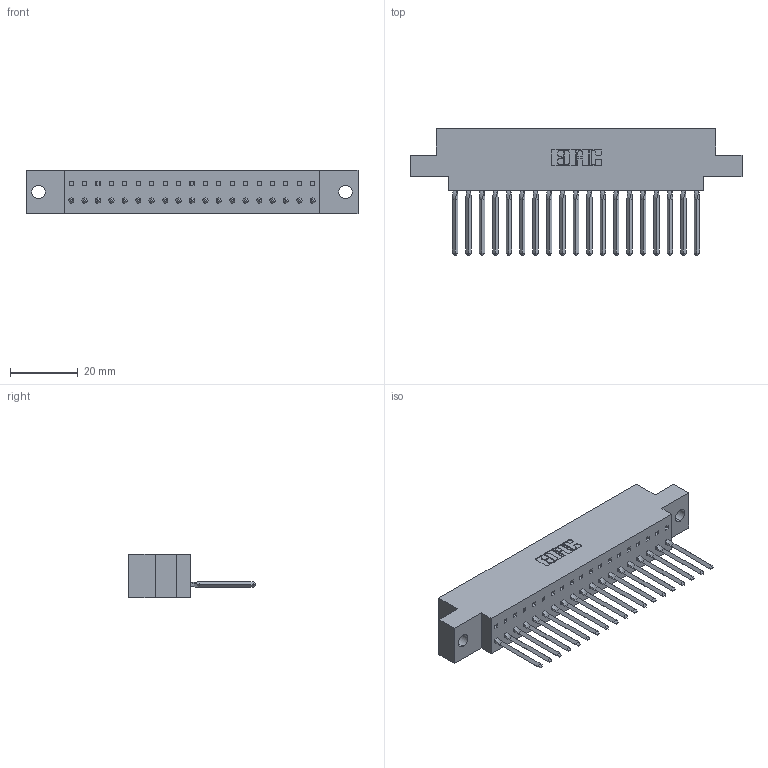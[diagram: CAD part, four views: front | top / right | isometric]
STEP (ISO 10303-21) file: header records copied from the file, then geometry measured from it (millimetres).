
FILE_DESCRIPTION (( 'STEP AP203' ), '1' );
FILE_NAME ('317-019-541-604.STEP', '2020-02-27T16:23:45', ( '' ), ( '' ), 'SwSTEP 2.0', 'SolidWorks 2016', '' );
FILE_SCHEMA (( 'CONFIG_CONTROL_DESIGN' ));
Length unit declared in the file: inch
Products named in the file (3): 317 Part_.156 Dia - TH; 317-019-541-604; 317-290-002_541
Assembly tree (20 placements, depth 2):
  317-019-541-604
    317 Part_.156 Dia - TH
    317-290-002_541  x19
Bounding box: 97.99 x 37.34 x 12.7 mm (x, y, z)
Volume: 15096.1 mm3; surface area: 20383 mm2
Topology: 20 solids, 20 shells, 2990 faces, 8521 edges, 5540 vertices
Faces by surface type: plane 2414, cylinder 500, bspline 76
Entity records: 31616 total; most frequent: CARTESIAN_POINT 6250, ORIENTED_EDGE 5522, DIRECTION 4519, EDGE_CURVE 2761, VECTOR 2397, LINE 2397, VERTEX_POINT 1832, AXIS2_PLACEMENT_3D 1061
